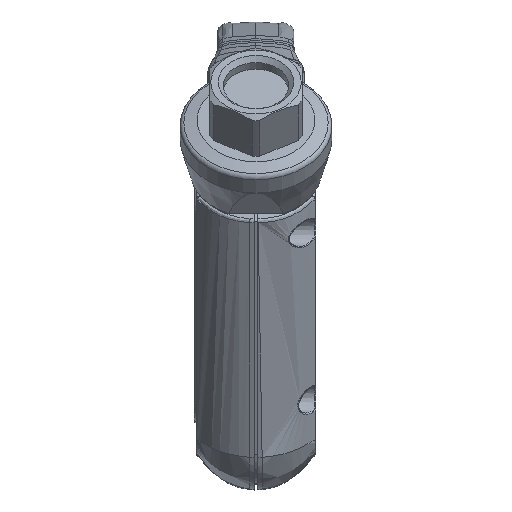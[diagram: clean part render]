
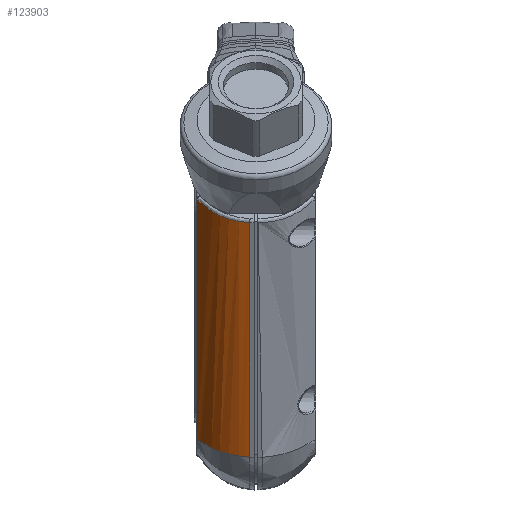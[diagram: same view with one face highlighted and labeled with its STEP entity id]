
A CAD part, top view. The second image highlights one B-rep face of the part: STEP entity #123903.
In plain terms, the highlighted free-form (B-spline) face has degree [3, 1] with [12, 2] control points.
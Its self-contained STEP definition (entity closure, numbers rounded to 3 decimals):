
#1289=B_SPLINE_SURFACE_WITH_KNOTS('',3,1,((#211899,#211900),(#211901,#211902),
(#211903,#211904),(#211905,#211906),(#211907,#211908),(#211909,#211910),
(#211911,#211912),(#211913,#211914),(#211915,#211916),(#211917,#211918),
(#211919,#211920),(#211921,#211922)),.SURF_OF_LINEAR_EXTRUSION.,.F.,.F.,
 .F.,(4,1,1,1,1,1,1,1,1,4),(2,2),(0.01,0.26,
0.385,0.51,0.635,0.76,
0.822,0.885,0.947,1.01),
(0.,1.),.UNSPECIFIED.);
#9416=LINE('',#195007,#15688);
#15688=VECTOR('',#146364,1000.);
#40301=ORIENTED_EDGE('',*,*,#57245,.F.);
#40302=ORIENTED_EDGE('',*,*,#57195,.T.);
#40303=ORIENTED_EDGE('',*,*,#55976,.T.);
#40304=ORIENTED_EDGE('',*,*,#57243,.T.);
#40305=ORIENTED_EDGE('',*,*,#57246,.F.);
#55976=EDGE_CURVE('',#66320,#66319,#9416,.T.);
#57195=EDGE_CURVE('',#67051,#66320,#71640,.T.);
#57243=EDGE_CURVE('',#66319,#67085,#71684,.T.);
#57245=EDGE_CURVE('',#67051,#67086,#71686,.F.);
#57246=EDGE_CURVE('',#67086,#67085,#71687,.T.);
#66319=VERTEX_POINT('',#194933);
#66320=VERTEX_POINT('',#195008);
#67051=VERTEX_POINT('',#209576);
#67085=VERTEX_POINT('',#211893);
#67086=VERTEX_POINT('',#211950);
#71640=B_SPLINE_CURVE_WITH_KNOTS('',3,(#209602,#209603,#209604,#209605),
 .UNSPECIFIED.,.F.,.F.,(4,4),(0.,1.),.UNSPECIFIED.);
#71684=B_SPLINE_CURVE_WITH_KNOTS('',3,(#211881,#211882,#211883,#211884,
#211885,#211886,#211887,#211888,#211889,#211890,#211891,#211892),
 .UNSPECIFIED.,.F.,.F.,(4,1,1,1,1,1,1,1,1,4),(0.,0.063,
0.125,0.188,0.25,0.375,
0.5,0.625,0.75,1.),.UNSPECIFIED.);
#71686=B_SPLINE_CURVE_WITH_KNOTS('',3,(#211923,#211924,#211925,#211926,
#211927,#211928,#211929,#211930,#211931,#211932,#211933,#211934,#211935,
#211936,#211937,#211938,#211939,#211940,#211941,#211942,#211943,#211944,
#211945,#211946,#211947,#211948,#211949),.UNSPECIFIED.,.F.,.F.,(4,1,1,1,
1,1,1,1,1,1,1,1,1,1,1,1,1,1,1,1,1,1,1,1,4),(0.,0.25,0.375,0.5,0.563,0.625,
0.688,0.719,0.734,0.75,0.766,0.781,0.813,0.844,0.859,0.867,
0.875,0.883,0.891,0.906,0.922,0.938,0.953,0.969,1.),
 .UNSPECIFIED.);
#71687=B_SPLINE_CURVE_WITH_KNOTS('',3,(#211951,#211952,#211953,#211954),
 .UNSPECIFIED.,.F.,.F.,(4,4),(0.,1.),.UNSPECIFIED.);
#77695=EDGE_LOOP('',(#40301,#40302,#40303,#40304,#40305));
#83325=FACE_BOUND('',#77695,.T.);
#123903=ADVANCED_FACE('',(#83325),#1289,.F.);
#146364=DIRECTION('',(0.,-0.889,-0.459));
#194933=CARTESIAN_POINT('',(-17.354,-25.229,11.108));
#195007=CARTESIAN_POINT('',(-17.363,43.078,46.351));
#195008=CARTESIAN_POINT('',(-17.363,45.024,47.355));
#209576=CARTESIAN_POINT('',(-17.35,45.102,47.406));
#209602=CARTESIAN_POINT('',(-17.35,45.102,47.406));
#209603=CARTESIAN_POINT('',(-17.357,45.077,47.387));
#209604=CARTESIAN_POINT('',(-17.361,45.051,47.37));
#209605=CARTESIAN_POINT('',(-17.363,45.024,47.355));
#211881=CARTESIAN_POINT('',(-17.356,-25.232,11.109));
#211882=CARTESIAN_POINT('',(-17.041,-25.35,11.306));
#211883=CARTESIAN_POINT('',(-16.417,-25.588,11.708));
#211884=CARTESIAN_POINT('',(-15.663,-26.048,12.509));
#211885=CARTESIAN_POINT('',(-14.9,-26.502,13.298));
#211886=CARTESIAN_POINT('',(-13.92,-27.123,14.382));
#211887=CARTESIAN_POINT('',(-12.508,-27.829,15.599));
#211888=CARTESIAN_POINT('',(-10.611,-28.566,16.846));
#211889=CARTESIAN_POINT('',(-8.585,-29.188,17.871));
#211890=CARTESIAN_POINT('',(-5.657,-29.869,18.95));
#211891=CARTESIAN_POINT('',(-3.356,-30.185,19.382));
#211892=CARTESIAN_POINT('',(-1.798,-30.312,19.507));
#211893=CARTESIAN_POINT('',(-1.797,-30.3,19.513));
#211899=CARTESIAN_POINT('',(-1.797,-30.737,19.287));
#211900=CARTESIAN_POINT('',(-1.797,41.039,56.323));
#211901=CARTESIAN_POINT('',(-3.357,-30.66,19.137));
#211902=CARTESIAN_POINT('',(-3.357,41.117,56.173));
#211903=CARTESIAN_POINT('',(-5.658,-30.417,18.667));
#211904=CARTESIAN_POINT('',(-5.658,41.359,55.703));
#211905=CARTESIAN_POINT('',(-8.588,-29.834,17.537));
#211906=CARTESIAN_POINT('',(-8.588,41.943,54.572));
#211907=CARTESIAN_POINT('',(-10.614,-29.285,16.473));
#211908=CARTESIAN_POINT('',(-10.614,42.492,53.508));
#211909=CARTESIAN_POINT('',(-12.512,-28.621,15.186));
#211910=CARTESIAN_POINT('',(-12.512,43.155,52.222));
#211911=CARTESIAN_POINT('',(-13.924,-27.977,13.937));
#211912=CARTESIAN_POINT('',(-13.924,43.8,50.973));
#211913=CARTESIAN_POINT('',(-14.904,-27.404,12.827));
#211914=CARTESIAN_POINT('',(-14.904,44.373,49.863));
#211915=CARTESIAN_POINT('',(-15.668,-26.987,12.018));
#211916=CARTESIAN_POINT('',(-15.668,44.79,49.054));
#211917=CARTESIAN_POINT('',(-16.422,-26.564,11.198));
#211918=CARTESIAN_POINT('',(-16.422,45.213,48.234));
#211919=CARTESIAN_POINT('',(-17.047,-26.35,10.785));
#211920=CARTESIAN_POINT('',(-17.047,45.427,47.82));
#211921=CARTESIAN_POINT('',(-17.363,-26.245,10.581));
#211922=CARTESIAN_POINT('',(-17.363,45.532,47.617));
#211923=CARTESIAN_POINT('',(-1.797,38.383,54.952));
#211924=CARTESIAN_POINT('',(-3.382,38.458,54.798));
#211925=CARTESIAN_POINT('',(-5.738,38.782,54.355));
#211926=CARTESIAN_POINT('',(-8.773,39.666,53.293));
#211927=CARTESIAN_POINT('',(-10.502,40.375,52.481));
#211928=CARTESIAN_POINT('',(-11.886,41.081,51.685));
#211929=CARTESIAN_POINT('',(-12.824,41.634,51.065));
#211930=CARTESIAN_POINT('',(-13.534,42.12,50.528));
#211931=CARTESIAN_POINT('',(-13.995,42.476,50.139));
#211932=CARTESIAN_POINT('',(-14.239,42.676,49.922));
#211933=CARTESIAN_POINT('',(-14.438,42.847,49.737));
#211934=CARTESIAN_POINT('',(-14.549,42.944,49.633));
#211935=CARTESIAN_POINT('',(-14.749,43.12,49.444));
#211936=CARTESIAN_POINT('',(-15.021,43.361,49.189));
#211937=CARTESIAN_POINT('',(-15.345,43.642,48.895));
#211938=CARTESIAN_POINT('',(-15.599,43.862,48.665));
#211939=CARTESIAN_POINT('',(-15.744,43.989,48.533));
#211940=CARTESIAN_POINT('',(-15.874,44.102,48.415));
#211941=CARTESIAN_POINT('',(-15.942,44.161,48.355));
#211942=CARTESIAN_POINT('',(-16.056,44.258,48.255));
#211943=CARTESIAN_POINT('',(-16.194,44.373,48.14));
#211944=CARTESIAN_POINT('',(-16.362,44.506,48.008));
#211945=CARTESIAN_POINT('',(-16.559,44.65,47.872));
#211946=CARTESIAN_POINT('',(-16.682,44.732,47.794));
#211947=CARTESIAN_POINT('',(-16.932,44.884,47.639));
#211948=CARTESIAN_POINT('',(-17.167,45.009,47.507));
#211949=CARTESIAN_POINT('',(-17.35,45.102,47.406));
#211950=CARTESIAN_POINT('',(-1.797,38.382,54.952));
#211951=CARTESIAN_POINT('',(-1.797,38.382,54.953));
#211952=CARTESIAN_POINT('',(-1.797,15.488,43.139));
#211953=CARTESIAN_POINT('',(-1.797,-7.406,31.326));
#211954=CARTESIAN_POINT('',(-1.797,-30.3,19.513));
